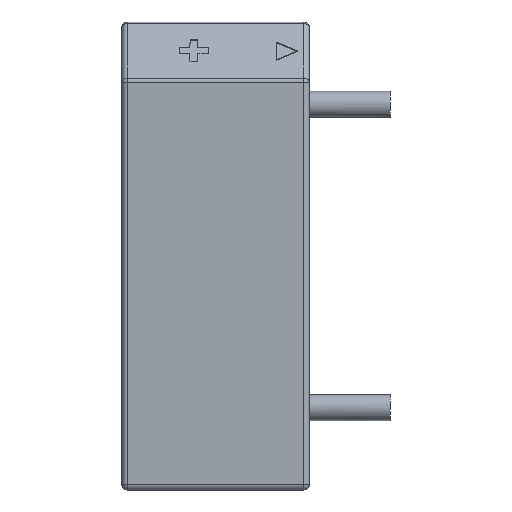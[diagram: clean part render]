
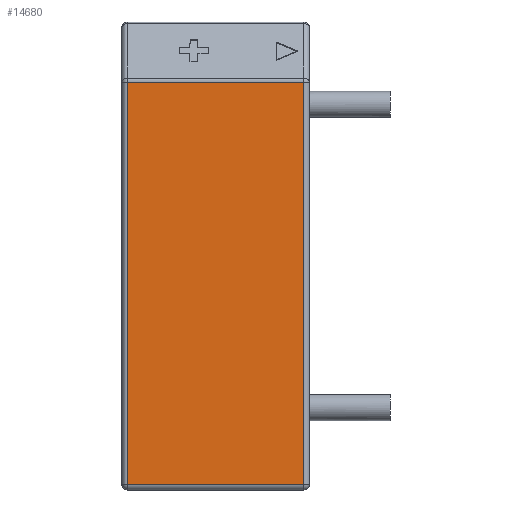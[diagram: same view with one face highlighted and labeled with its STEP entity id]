
A CAD part, left-side view. The second image highlights one B-rep face of the part: STEP entity #14680.
In plain terms, the highlighted planar face has unit normal (-1, 0, 0).
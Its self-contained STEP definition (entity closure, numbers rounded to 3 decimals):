
#111 = DIRECTION ( 'NONE',  ( 1., 0., 0. ) ) ;
#180 = LINE ( 'NONE', #17530, #18456 ) ;
#485 = DIRECTION ( 'NONE',  ( 0., 0., -1. ) ) ;
#563 = CARTESIAN_POINT ( 'NONE',  ( -2.85, 6.6, -13.15 ) ) ;
#712 = EDGE_CURVE ( 'NONE', #14758, #3474, #15024, .T. ) ;
#969 = ORIENTED_EDGE ( 'NONE', *, *, #3268, .T. ) ;
#1270 = CARTESIAN_POINT ( 'NONE',  ( -2.85, 6.4, 0.767 ) ) ;
#1340 = CARTESIAN_POINT ( 'NONE',  ( -2.85, 6.6, -13.35 ) ) ;
#2388 = DIRECTION ( 'NONE',  ( 0., 0., 1. ) ) ;
#2481 = LINE ( 'NONE', #3955, #7411 ) ;
#3268 = EDGE_CURVE ( 'NONE', #12188, #14758, #2481, .T. ) ;
#3474 = VERTEX_POINT ( 'NONE', #1270 ) ;
#3603 = DIRECTION ( 'NONE',  ( 0., -1., 0. ) ) ;
#3955 = CARTESIAN_POINT ( 'NONE',  ( -2.85, 0.3, -13.35 ) ) ;
#4209 = VERTEX_POINT ( 'NONE', #9965 ) ;
#4475 = DIRECTION ( 'NONE',  ( 0., 0., -1. ) ) ;
#4903 = EDGE_CURVE ( 'NONE', #3474, #4209, #180, .T. ) ;
#5302 = CARTESIAN_POINT ( 'NONE',  ( -2.85, 0.3, -13.15 ) ) ;
#6178 = CARTESIAN_POINT ( 'NONE',  ( -2.85, 0.3, 0.767 ) ) ;
#6706 = VECTOR ( 'NONE', #10912, 1000. ) ;
#6933 = EDGE_CURVE ( 'NONE', #4209, #12188, #7503, .T. ) ;
#7411 = VECTOR ( 'NONE', #2388, 1000. ) ;
#7503 = LINE ( 'NONE', #563, #16114 ) ;
#8498 = PLANE ( 'NONE',  #17001 ) ;
#9965 = CARTESIAN_POINT ( 'NONE',  ( -2.85, 6.4, -13.15 ) ) ;
#10863 = ORIENTED_EDGE ( 'NONE', *, *, #6933, .T. ) ;
#10912 = DIRECTION ( 'NONE',  ( 0., 1., 0. ) ) ;
#11222 = EDGE_LOOP ( 'NONE', ( #969, #16495, #14573, #10863 ) ) ;
#12188 = VERTEX_POINT ( 'NONE', #5302 ) ;
#13882 = CARTESIAN_POINT ( 'NONE',  ( -2.85, 6.6, 0.767 ) ) ;
#14573 = ORIENTED_EDGE ( 'NONE', *, *, #4903, .T. ) ;
#14680 = ADVANCED_FACE ( 'NONE', ( #15744 ), #8498, .F. ) ;
#14758 = VERTEX_POINT ( 'NONE', #6178 ) ;
#15024 = LINE ( 'NONE', #13882, #6706 ) ;
#15744 = FACE_OUTER_BOUND ( 'NONE', #11222, .T. ) ;
#16114 = VECTOR ( 'NONE', #3603, 1000. ) ;
#16495 = ORIENTED_EDGE ( 'NONE', *, *, #712, .T. ) ;
#17001 = AXIS2_PLACEMENT_3D ( 'NONE', #1340, #111, #485 ) ;
#17530 = CARTESIAN_POINT ( 'NONE',  ( -2.85, 6.4, -13.35 ) ) ;
#18456 = VECTOR ( 'NONE', #4475, 1000. ) ;
